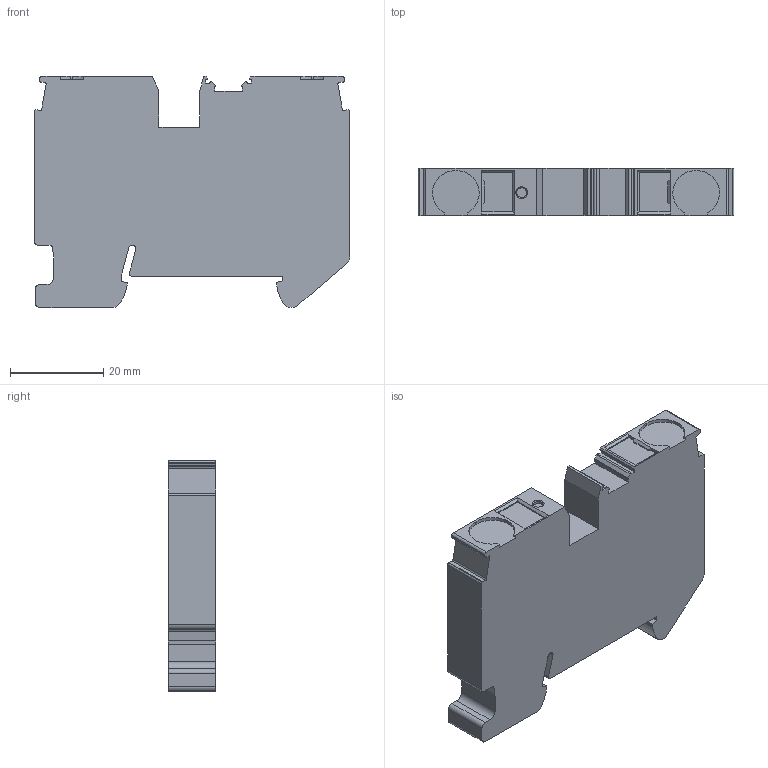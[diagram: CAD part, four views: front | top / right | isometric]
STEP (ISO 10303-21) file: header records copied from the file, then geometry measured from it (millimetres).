
FILE_DESCRIPTION( ( 'STEP AP214' ), '1' );
FILE_NAME( 'DPT10-20190524.stp', '2022-12-15T09:43:57', ( ' ' ), ( ' ' ), 'XStep 1.0', ' ', ' ' );
FILE_SCHEMA( ( 'CONFIG_CONTROL_DESIGN) ( )' ) );
Length unit declared in the file: metre
Products named in the file (1): dpt10-m01_20161019
Bounding box: 67.8 x 10.15 x 49.6 mm (x, y, z)
Volume: 29013.8 mm3; surface area: 8780.9 mm2
Topology: 1 solids, 1 shells, 133 faces, 376 edges, 248 vertices
Faces by surface type: plane 92, cylinder 40, cone 1
Full cylindrical faces by diameter (mm): 2.1 x1
Entity records: 5348 total; most frequent: CARTESIAN_POINT 754, ORIENTED_EDGE 746, DIRECTION 722, EDGE_CURVE 373, LINE 292, VECTOR 292, VERTEX_POINT 247, AXIS2_PLACEMENT_3D 215
